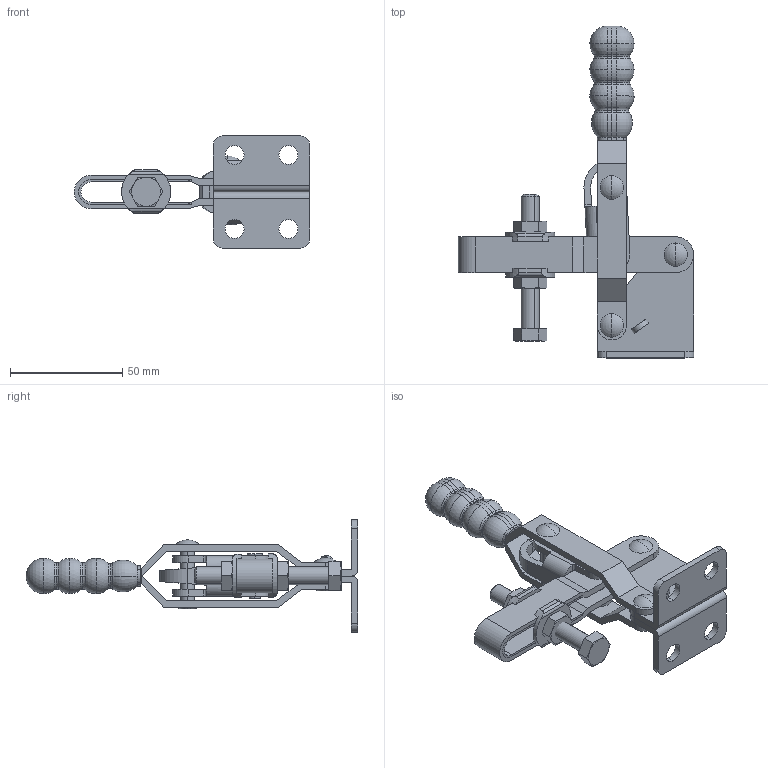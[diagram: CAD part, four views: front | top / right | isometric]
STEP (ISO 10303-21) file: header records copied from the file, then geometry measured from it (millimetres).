
FILE_DESCRIPTION (( 'STEP AP203' ), '1' );
FILE_NAME ('V210-2B.STEP', '2018-04-16T14:23:47', ( '' ), ( '' ), 'SwSTEP 2.0', 'SolidWorks 2018', '' );
FILE_SCHEMA (( 'CONFIG_CONTROL_DESIGN' ));
Length unit declared in the file: millimetre
Products named in the file (16): _s__2__w_].STEP; ARM; ___g11142113__w_].STEP; GH-11421; GH-11421.STEP; Revit-3.0-4_D6.3-L30.4.STEP; 11142108__w_].STEP; M8HALF; Revit-3.0-4_D6.3-L12.4.STEP; 007-30-8; FW08-15; V210-2B; 11142105__w_].STEP; 11142113__w_].STEP; M8HXHD60LG; 11142101__w_].STEP
Assembly tree (18 placements, depth 4):
  V210-2B
    GH-11421
      GH-11421.STEP
        ___g11142113__w_].STEP
        11142108__w_].STEP
        _s__2__w_].STEP
        Revit-3.0-4_D6.3-L12.4.STEP  x2
        11142101__w_].STEP
        11142105__w_].STEP
        11142113__w_].STEP
        Revit-3.0-4_D6.3-L30.4.STEP
      ARM
    007-30-8
    FW08-15  x2
    M8HALF  x2
    M8HXHD60LG
Bounding box: 105 x 148 x 50 mm (x, y, z)
Volume: 52141 mm3; surface area: 45753.8 mm2
Topology: 18 solids, 18 shells, 419 faces, 1051 edges, 663 vertices
Faces by surface type: plane 159, cylinder 158, cone 43, torus 40, sphere 18, bspline 1
Entity records: 13201 total; most frequent: CARTESIAN_POINT 2401, DIRECTION 2014, ORIENTED_EDGE 1818, EDGE_CURVE 909, AXIS2_PLACEMENT_3D 780, VERTEX_POINT 581, VECTOR 454, LINE 454
